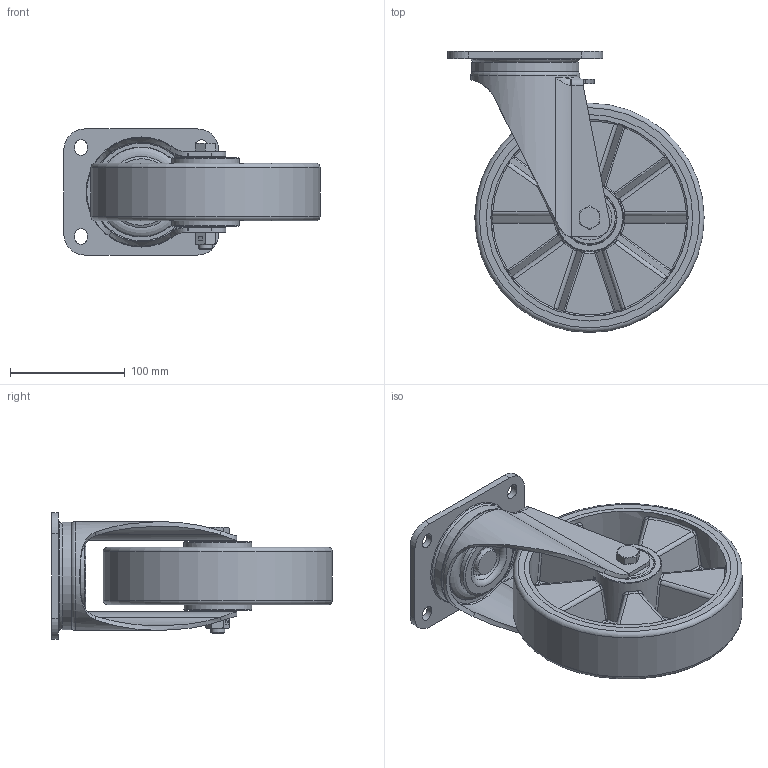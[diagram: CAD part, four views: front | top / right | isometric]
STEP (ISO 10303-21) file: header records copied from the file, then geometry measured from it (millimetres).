
FILE_DESCRIPTION (( 'STEP AP214' ), '1' );
FILE_NAME ('0020236BL_L-IM-PUZA-200-K-3.STEP', '2019-05-28T10:33:06', ( '' ), ( '' ), 'SwSTEP 2.0', 'SolidWorks 2018', '' );
FILE_SCHEMA (( 'AUTOMOTIVE_DESIGN' ));
Length unit declared in the file: millimetre
Products named in the file (1): 0020236BL_L-IM-PUZA-200-K-3
Bounding box: 223.5 x 245 x 110 mm (x, y, z)
Surface area: 320003.1 mm2 (no closed solid volume)
Topology: 0 solids, 20 shells, 591 faces, 1611 edges, 1040 vertices
Faces by surface type: plane 247, cylinder 122, bspline 91, torus 71, cone 36, sphere 24
Full cylindrical faces by diameter (mm): 10.2 x1, 12 x2, 12.2 x4, 18 x1, 19.9 x2, 20 x2, 20.5 x1, 25 x2, 28.1 x2, 38.9 x2, 47 x2, 59 x2, 61.968 x1, 87 x1, 93.536 x1, 95 x1, 172 x2, 180 x2, 200 x1
Entity records: 28476 total; most frequent: CARTESIAN_POINT 8069, DIRECTION 2866, ORIENTED_EDGE 2627, EDGE_CURVE 1515, AXIS2_PLACEMENT_3D 1073, VERTEX_POINT 1025, EDGE_LOOP 735, LINE 720
